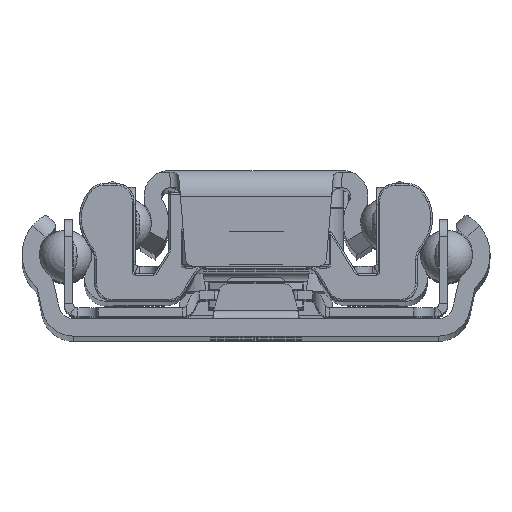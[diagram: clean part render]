
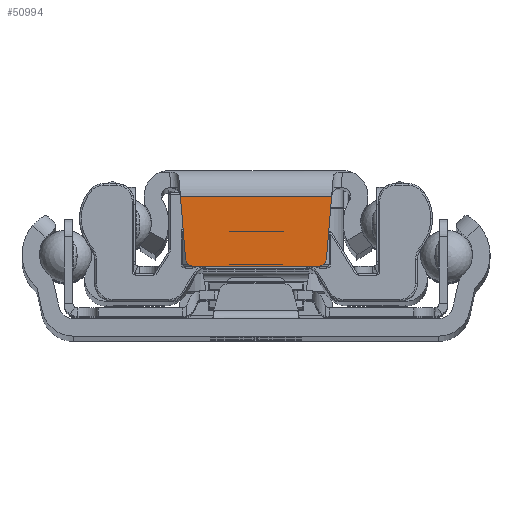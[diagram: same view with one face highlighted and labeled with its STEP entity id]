
A CAD part, top view. The second image highlights one B-rep face of the part: STEP entity #50994.
In plain terms, the highlighted planar face has unit normal (0, 0, 1).
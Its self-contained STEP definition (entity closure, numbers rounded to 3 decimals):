
#3017 = PLANE ( 'NONE',  #16238 ) ;
#4173 = CARTESIAN_POINT ( 'NONE',  ( 8.077, -10.084, 338. ) ) ;
#5761 = VECTOR ( 'NONE', #62095, 1000. ) ;
#7401 = DIRECTION ( 'NONE',  ( 0.084, 0.996, 0. ) ) ;
#8179 = ORIENTED_EDGE ( 'NONE', *, *, #73433, .T. ) ;
#8254 = ORIENTED_EDGE ( 'NONE', *, *, #33223, .T. ) ;
#8436 = ORIENTED_EDGE ( 'NONE', *, *, #15975, .T. ) ;
#9370 = LINE ( 'NONE', #27236, #5761 ) ;
#11373 = AXIS2_PLACEMENT_3D ( 'NONE', #48740, #25101, #55107 ) ;
#11584 = LINE ( 'NONE', #46716, #13382 ) ;
#12759 = VECTOR ( 'NONE', #14328, 1000. ) ;
#13040 = EDGE_CURVE ( 'NONE', #46539, #52941, #29111, .T. ) ;
#13268 = VECTOR ( 'NONE', #7401, 1000. ) ;
#13382 = VECTOR ( 'NONE', #40883, 1000. ) ;
#14328 = DIRECTION ( 'NONE',  ( 1., 0., 0. ) ) ;
#15975 = EDGE_CURVE ( 'NONE', #46327, #64255, #21453, .T. ) ;
#16238 = AXIS2_PLACEMENT_3D ( 'NONE', #50242, #56107, #32950 ) ;
#17076 = VERTEX_POINT ( 'NONE', #29589 ) ;
#18329 = ORIENTED_EDGE ( 'NONE', *, *, #57412, .F. ) ;
#18345 = CARTESIAN_POINT ( 'NONE',  ( 7.888, -12.334, 338. ) ) ;
#21453 = LINE ( 'NONE', #18345, #13268 ) ;
#22701 = CARTESIAN_POINT ( 'NONE',  ( 8.672, -3., 338. ) ) ;
#25101 = DIRECTION ( 'NONE',  ( 0., 0., 1. ) ) ;
#27236 = CARTESIAN_POINT ( 'NONE',  ( -8.924, -3., 338. ) ) ;
#29111 = LINE ( 'NONE', #49138, #12759 ) ;
#29589 = CARTESIAN_POINT ( 'NONE',  ( -8.077, -10.084, 338. ) ) ;
#32950 = DIRECTION ( 'NONE',  ( 1., 0., 0. ) ) ;
#33223 = EDGE_CURVE ( 'NONE', #64255, #70306, #9370, .T. ) ;
#35119 = EDGE_CURVE ( 'NONE', #52941, #46327, #41560, .T. ) ;
#35837 = AXIS2_PLACEMENT_3D ( 'NONE', #44086, #66702, #49918 ) ;
#38845 = EDGE_LOOP ( 'NONE', ( #8436, #8254, #18329, #8179, #41711, #42850 ) ) ;
#38871 = CARTESIAN_POINT ( 'NONE',  ( 7.08, -11., 338. ) ) ;
#40883 = DIRECTION ( 'NONE',  ( -0.084, 0.996, 0. ) ) ;
#41560 = CIRCLE ( 'NONE', #35837, 1. ) ;
#41711 = ORIENTED_EDGE ( 'NONE', *, *, #13040, .T. ) ;
#42850 = ORIENTED_EDGE ( 'NONE', *, *, #35119, .T. ) ;
#44086 = CARTESIAN_POINT ( 'NONE',  ( 7.08, -10., 338. ) ) ;
#46327 = VERTEX_POINT ( 'NONE', #4173 ) ;
#46539 = VERTEX_POINT ( 'NONE', #57282 ) ;
#46716 = CARTESIAN_POINT ( 'NONE',  ( -8., -11., 338. ) ) ;
#48740 = CARTESIAN_POINT ( 'NONE',  ( -7.08, -10., 338. ) ) ;
#49138 = CARTESIAN_POINT ( 'NONE',  ( -8., -11., 338. ) ) ;
#49918 = DIRECTION ( 'NONE',  ( 1., 0., 0. ) ) ;
#50242 = CARTESIAN_POINT ( 'NONE',  ( -8., -11., 338. ) ) ;
#50994 = ADVANCED_FACE ( 'NONE', ( #51414 ), #3017, .T. ) ;
#51414 = FACE_OUTER_BOUND ( 'NONE', #38845, .T. ) ;
#52941 = VERTEX_POINT ( 'NONE', #38871 ) ;
#55107 = DIRECTION ( 'NONE',  ( 1., 0., 0. ) ) ;
#56107 = DIRECTION ( 'NONE',  ( 0., 0., 1. ) ) ;
#57282 = CARTESIAN_POINT ( 'NONE',  ( -7.08, -11., 338. ) ) ;
#57412 = EDGE_CURVE ( 'NONE', #17076, #70306, #11584, .T. ) ;
#57481 = CIRCLE ( 'NONE', #11373, 1. ) ;
#62095 = DIRECTION ( 'NONE',  ( -1., 0., 0. ) ) ;
#64255 = VERTEX_POINT ( 'NONE', #22701 ) ;
#66702 = DIRECTION ( 'NONE',  ( 0., 0., 1. ) ) ;
#70305 = CARTESIAN_POINT ( 'NONE',  ( -8.672, -3., 338. ) ) ;
#70306 = VERTEX_POINT ( 'NONE', #70305 ) ;
#73433 = EDGE_CURVE ( 'NONE', #17076, #46539, #57481, .T. ) ;
